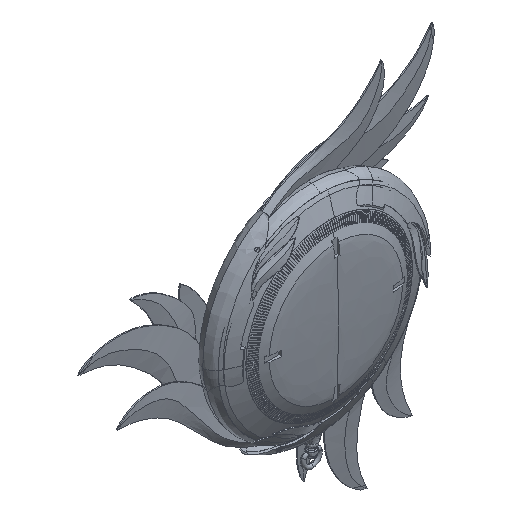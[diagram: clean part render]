
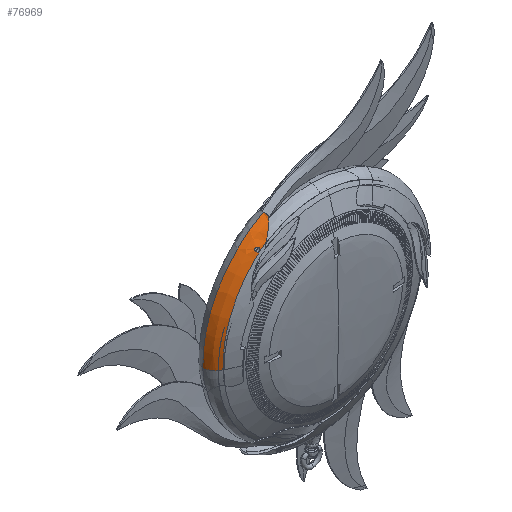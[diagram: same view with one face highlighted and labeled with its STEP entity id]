
A CAD part, isometric view. The second image highlights one B-rep face of the part: STEP entity #76969.
In plain terms, the highlighted free-form (B-spline) face has degree [2, 2] with [3, 3] control points.
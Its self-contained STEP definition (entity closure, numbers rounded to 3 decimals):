
#76448 = VERTEX_POINT('',#76449);
#76449 = CARTESIAN_POINT('',(-37.8,0.,
    0.144));
#76466 = EDGE_CURVE('',#76467,#76448,#76469,.T.);
#76467 = VERTEX_POINT('',#76468);
#76468 = CARTESIAN_POINT('',(-16.821,0.,
    36.754));
#76469 = ( BOUNDED_CURVE() B_SPLINE_CURVE(2,(#76470,#76471,#76472),
.UNSPECIFIED.,.F.,.F.) B_SPLINE_CURVE_WITH_KNOTS((3,3),(1.546,
2.649),.PIECEWISE_BEZIER_KNOTS.) CURVE() 
GEOMETRIC_REPRESENTATION_ITEM() RATIONAL_B_SPLINE_CURVE((1.,
0.852,1.)) REPRESENTATION_ITEM('') );
#76470 = CARTESIAN_POINT('',(-16.821,0.,
    36.754));
#76471 = CARTESIAN_POINT('',(-38.576,0.,
    24.905));
#76472 = CARTESIAN_POINT('',(-37.8,0.,
    0.144));
#76924 = VERTEX_POINT('',#76925);
#76925 = CARTESIAN_POINT('',(-22.896,-3.516,
    29.752));
#76932 = VERTEX_POINT('',#76933);
#76933 = CARTESIAN_POINT('',(-21.866,-3.666,
    30.347));
#76938 = EDGE_CURVE('',#76924,#76932,#76939,.T.);
#76939 = B_SPLINE_CURVE_WITH_KNOTS('',3,(#76940,#76941,#76942,#76943,
    #76944,#76945,#76946,#76947,#76948,#76949,#76950,#76951,#76952,
    #76953,#76954,#76955,#76956,#76957),.UNSPECIFIED.,.F.,.F.,(4,2,2,2,2
    ,2,2,2,4),(0.003,0.003,0.003,
    0.004,0.004,0.004,
    0.004,0.005,0.005),
  .UNSPECIFIED.);
#76940 = CARTESIAN_POINT('',(-22.896,-3.516,
    29.752));
#76941 = CARTESIAN_POINT('',(-22.861,-3.564,
    29.692));
#76942 = CARTESIAN_POINT('',(-22.816,-3.611,
    29.638));
#76943 = CARTESIAN_POINT('',(-22.707,-3.7,
    29.547));
#76944 = CARTESIAN_POINT('',(-22.641,-3.743,
    29.51));
#76945 = CARTESIAN_POINT('',(-22.5,-3.817,
    29.462));
#76946 = CARTESIAN_POINT('',(-22.42,-3.85,
    29.451));
#76947 = CARTESIAN_POINT('',(-22.261,-3.901,
    29.462));
#76948 = CARTESIAN_POINT('',(-22.179,-3.92,
    29.484));
#76949 = CARTESIAN_POINT('',(-22.031,-3.939,
    29.562));
#76950 = CARTESIAN_POINT('',(-21.964,-3.94,
    29.617));
#76951 = CARTESIAN_POINT('',(-21.86,-3.924,
    29.751));
#76952 = CARTESIAN_POINT('',(-21.824,-3.906,
    29.828));
#76953 = CARTESIAN_POINT('',(-21.785,-3.857,
    29.984));
#76954 = CARTESIAN_POINT('',(-21.782,-3.825,
    30.064));
#76955 = CARTESIAN_POINT('',(-21.805,-3.752,
    30.215));
#76956 = CARTESIAN_POINT('',(-21.83,-3.71,
    30.285));
#76957 = CARTESIAN_POINT('',(-21.866,-3.666,
    30.347));
#76969 = ADVANCED_FACE('',(#76970,#77027),#77047,.T.);
#76970 = FACE_BOUND('',#76971,.T.);
#76971 = EDGE_LOOP('',(#76972,#76973,#76991,#76999,#77016));
#76972 = ORIENTED_EDGE('',*,*,#76466,.T.);
#76973 = ORIENTED_EDGE('',*,*,#76974,.F.);
#76974 = EDGE_CURVE('',#76975,#76448,#76977,.T.);
#76975 = VERTEX_POINT('',#76976);
#76976 = CARTESIAN_POINT('',(-34.773,-3.974,
    0.133));
#76977 = B_SPLINE_CURVE_WITH_KNOTS('',3,(#76978,#76979,#76980,#76981,
    #76982,#76983,#76984,#76985,#76986,#76987,#76988,#76989,#76990),
  .UNSPECIFIED.,.F.,.F.,(4,2,2,1,2,2,4),(0.,0.25,0.375,0.5,0.625,0.75,1.
    ),.UNSPECIFIED.);
#76978 = CARTESIAN_POINT('',(-34.773,-3.974,
    0.133));
#76979 = CARTESIAN_POINT('',(-35.168,-3.787,
    0.134));
#76980 = CARTESIAN_POINT('',(-35.533,-3.557,
    0.136));
#76981 = CARTESIAN_POINT('',(-36.036,-3.149,0.138
    ));
#76982 = CARTESIAN_POINT('',(-36.197,-3.002,
    0.138));
#76983 = CARTESIAN_POINT('',(-36.5,-2.69,
    0.139));
#76984 = CARTESIAN_POINT('',(-36.782,-2.362,
    0.14));
#76985 = CARTESIAN_POINT('',(-37.022,-2.004,
    0.141));
#76986 = CARTESIAN_POINT('',(-37.241,-1.631,
    0.142));
#76987 = CARTESIAN_POINT('',(-37.341,-1.436,
    0.143));
#76988 = CARTESIAN_POINT('',(-37.601,-0.839,
    0.144));
#76989 = CARTESIAN_POINT('',(-37.725,-0.427,
    0.144));
#76990 = CARTESIAN_POINT('',(-37.8,0.,
    0.144));
#76991 = ORIENTED_EDGE('',*,*,#76992,.F.);
#76992 = EDGE_CURVE('',#76993,#76975,#76995,.T.);
#76993 = VERTEX_POINT('',#76994);
#76994 = CARTESIAN_POINT('',(-19.645,-3.974,
    31.379));
#76995 = ( BOUNDED_CURVE() B_SPLINE_CURVE(2,(#76996,#76997,#76998),
.UNSPECIFIED.,.F.,.F.) B_SPLINE_CURVE_WITH_KNOTS((3,3),(4.824,
5.794),.PIECEWISE_BEZIER_KNOTS.) CURVE() 
GEOMETRIC_REPRESENTATION_ITEM() RATIONAL_B_SPLINE_CURVE((1.,
0.885,1.)) REPRESENTATION_ITEM('') );
#76996 = CARTESIAN_POINT('',(-19.645,-3.974,
    31.379));
#76997 = CARTESIAN_POINT('',(-35.444,-3.974,
    19.743));
#76998 = CARTESIAN_POINT('',(-34.773,-3.974,
    0.133));
#76999 = ORIENTED_EDGE('',*,*,#77000,.F.);
#77000 = EDGE_CURVE('',#77001,#76993,#77003,.T.);
#77001 = VERTEX_POINT('',#77002);
#77002 = CARTESIAN_POINT('',(-16.45,-1.656,
    36.298));
#77003 = B_SPLINE_CURVE_WITH_KNOTS('',3,(#77004,#77005,#77006,#77007,
    #77008,#77009,#77010,#77011,#77012,#77013,#77014,#77015),
  .UNSPECIFIED.,.F.,.F.,(4,2,2,2,2,4),(0.003,
    0.004,0.005,0.007,
    0.008,0.01),.UNSPECIFIED.);
#77004 = CARTESIAN_POINT('',(-16.45,-1.656,
    36.298));
#77005 = CARTESIAN_POINT('',(-16.581,-1.814,
    36.13));
#77006 = CARTESIAN_POINT('',(-16.717,-1.962,
    35.952));
#77007 = CARTESIAN_POINT('',(-16.99,-2.235,
    35.588));
#77008 = CARTESIAN_POINT('',(-17.127,-2.362,
    35.401));
#77009 = CARTESIAN_POINT('',(-17.539,-2.718,
    34.827));
#77010 = CARTESIAN_POINT('',(-17.814,-2.926,
    34.427));
#77011 = CARTESIAN_POINT('',(-18.357,-3.296,
    33.598));
#77012 = CARTESIAN_POINT('',(-18.626,-3.459,
    33.167));
#77013 = CARTESIAN_POINT('',(-19.147,-3.744,
    32.288));
#77014 = CARTESIAN_POINT('',(-19.4,-3.868,
    31.839));
#77015 = CARTESIAN_POINT('',(-19.645,-3.974,
    31.379));
#77016 = ORIENTED_EDGE('',*,*,#77017,.F.);
#77017 = EDGE_CURVE('',#76467,#77001,#77018,.T.);
#77018 = B_SPLINE_CURVE_WITH_KNOTS('',3,(#77019,#77020,#77021,#77022,
    #77023,#77024,#77025,#77026),.UNSPECIFIED.,.F.,.F.,(4,2,2,4),(
    0.,0.001,0.001,
    0.002),.UNSPECIFIED.);
#77019 = CARTESIAN_POINT('',(-16.821,0.,
    36.754));
#77020 = CARTESIAN_POINT('',(-16.746,-0.288,
    36.737));
#77021 = CARTESIAN_POINT('',(-16.663,-0.569,
    36.699));
#77022 = CARTESIAN_POINT('',(-16.555,-0.989,
    36.592));
#77023 = CARTESIAN_POINT('',(-16.521,-1.127,
    36.548));
#77024 = CARTESIAN_POINT('',(-16.47,-1.396,
    36.44));
#77025 = CARTESIAN_POINT('',(-16.451,-1.528,
    36.377));
#77026 = CARTESIAN_POINT('',(-16.45,-1.656,
    36.298));
#77027 = FACE_BOUND('',#77028,.T.);
#77028 = EDGE_LOOP('',(#77029,#77030));
#77029 = ORIENTED_EDGE('',*,*,#76938,.F.);
#77030 = ORIENTED_EDGE('',*,*,#77031,.F.);
#77031 = EDGE_CURVE('',#76932,#76924,#77032,.T.);
#77032 = B_SPLINE_CURVE_WITH_KNOTS('',3,(#77033,#77034,#77035,#77036,
    #77037,#77038,#77039,#77040,#77041,#77042,#77043,#77044,#77045,
    #77046),.UNSPECIFIED.,.F.,.F.,(4,2,2,2,2,2,4),(0.001,
    0.001,0.001,0.002,
    0.002,0.002,0.003),
  .UNSPECIFIED.);
#77033 = CARTESIAN_POINT('',(-21.866,-3.666,
    30.347));
#77034 = CARTESIAN_POINT('',(-21.941,-3.573,
    30.477));
#77035 = CARTESIAN_POINT('',(-22.058,-3.47,
    30.57));
#77036 = CARTESIAN_POINT('',(-22.269,-3.326,
    30.638));
#77037 = CARTESIAN_POINT('',(-22.343,-3.28,
    30.648));
#77038 = CARTESIAN_POINT('',(-22.502,-3.202,
    30.637));
#77039 = CARTESIAN_POINT('',(-22.583,-3.17,
    30.615));
#77040 = CARTESIAN_POINT('',(-22.735,-3.137,
    30.535));
#77041 = CARTESIAN_POINT('',(-22.805,-3.136,
    30.476));
#77042 = CARTESIAN_POINT('',(-22.909,-3.168,
    30.337));
#77043 = CARTESIAN_POINT('',(-22.943,-3.199,
    30.259));
#77044 = CARTESIAN_POINT('',(-22.996,-3.314,
    30.029));
#77045 = CARTESIAN_POINT('',(-22.968,-3.417,
    29.877));
#77046 = CARTESIAN_POINT('',(-22.896,-3.516,
    29.752));
#77047 = ( BOUNDED_SURFACE() B_SPLINE_SURFACE(2,2,(
    (#77048,#77049,#77050)
    ,(#77051,#77052,#77053)
    ,(#77054,#77055,#77056
)),.UNSPECIFIED.,.F.,.F.,.F.) B_SPLINE_SURFACE_WITH_KNOTS((3,3),(3,3),(
    0.489,1.6),(5.155,6.11),
.PIECEWISE_BEZIER_KNOTS.) GEOMETRIC_REPRESENTATION_ITEM() 
RATIONAL_B_SPLINE_SURFACE((
    (1.,0.888,1.)
    ,(0.85,0.755,0.85)
,(1.,0.888,1.))) REPRESENTATION_ITEM('') SURFACE() );
#77048 = CARTESIAN_POINT('',(-34.773,-3.974,
    0.133));
#77049 = CARTESIAN_POINT('',(-37.312,-2.769,
    0.046));
#77050 = CARTESIAN_POINT('',(-37.797,0.,
    0.029));
#77051 = CARTESIAN_POINT('',(-35.562,-3.974,
    23.208));
#77052 = CARTESIAN_POINT('',(-38.154,-2.769,
    24.696));
#77053 = CARTESIAN_POINT('',(-38.649,0.,
    24.98));
#77054 = CARTESIAN_POINT('',(-15.241,-3.974,
    34.17));
#77055 = CARTESIAN_POINT('',(-16.447,-2.769,
    36.405));
#77056 = CARTESIAN_POINT('',(-16.677,0.,
    36.832));
